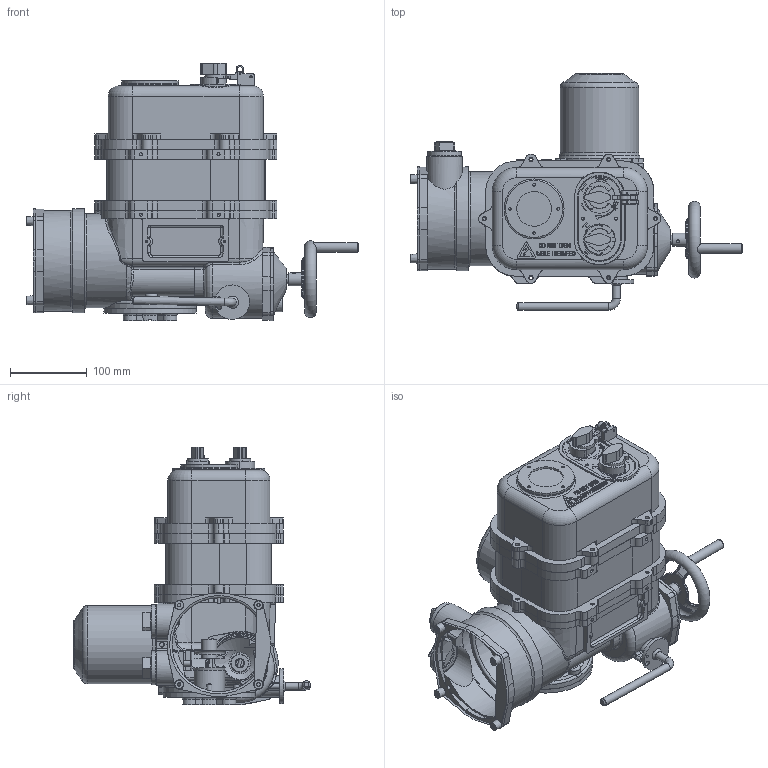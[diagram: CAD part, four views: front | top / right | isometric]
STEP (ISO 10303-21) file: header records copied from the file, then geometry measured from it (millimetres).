
FILE_DESCRIPTION(/* description */ ('Unknown'),/* implementation_level */ '2;1');
FILE_NAME(/* name */ 'Q100 3Phase',/* time_stamp */ '2020-04-23T12:53:58+05:00',/* author */ ('Unknown'),/* organization */ ('Unknown'),/* preprocessor_version */ 'ST-DEVELOPER v16.7',/* originating_system */ 'DEX',/* authorisation */ $);
FILE_SCHEMA (('AUTOMOTIVE_DESIGN {1 0 10303 214 3 1 1}'));
Length unit declared in the file: millimetre
Products named in the file (1): Q100
Bounding box: 432 x 308.24 x 335 mm (x, y, z)
Surface area: 572483 mm2 (no closed solid volume)
Topology: 0 solids, 50 shells, 1688 faces, 5061 edges, 3430 vertices
Faces by surface type: plane 757, cylinder 554, torus 138, bspline 133, cone 94, sphere 12
Full cylindrical faces by diameter (mm): 2 x2, 3 x4, 3.04 x2, 3.5 x4, 3.6 x1, 4 x6, 4.134 x14, 4.2 x17, 4.5 x6, 5.2 x3, 5.5 x23, 6 x1, 6.5 x1, 6.647 x4, 6.8 x7, 8 x2, 8.5 x4, 9.99 x3, 11.43 x1, 12 x2, 12.5 x1, 17 x1, 20.05 x1, 22 x1, 40 x1, 41 x1, 44 x2, 45 x2, 53 x1, 54 x1
Entity records: 65674 total; most frequent: CARTESIAN_POINT 15421, DIRECTION 9010, ORIENTED_EDGE 8645, EDGE_CURVE 4756, VERTEX_POINT 3333, AXIS2_PLACEMENT_3D 3259, LINE 2492, VECTOR 2492
